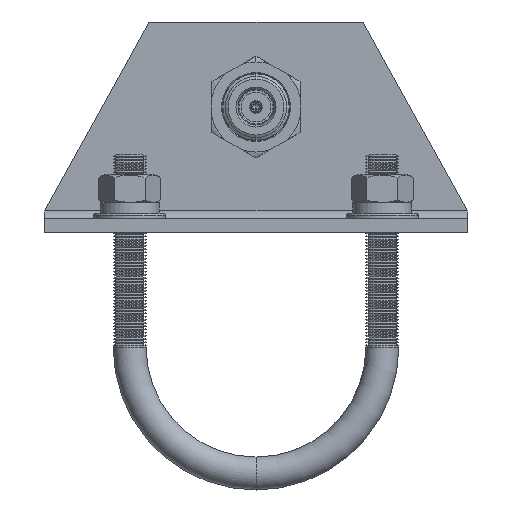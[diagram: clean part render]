
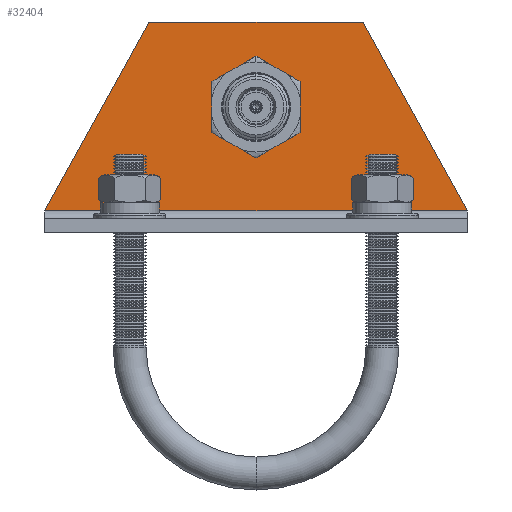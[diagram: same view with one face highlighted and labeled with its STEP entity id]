
A CAD part, front view. The second image highlights one B-rep face of the part: STEP entity #32404.
In plain terms, the highlighted face is planar.
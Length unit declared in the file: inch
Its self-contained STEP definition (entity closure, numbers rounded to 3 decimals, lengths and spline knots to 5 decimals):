
#671 = EDGE_CURVE ( 'NONE', #15706, #15705, #19426, .T. ) ;
#684 = EDGE_CURVE ( 'NONE', #15692, #15698, #19451, .T. ) ;
#686 = EDGE_CURVE ( 'NONE', #15705, #15706, #19455, .T. ) ;
#687 = EDGE_CURVE ( 'NONE', #15694, #15698, #19457, .T. ) ;
#688 = EDGE_CURVE ( 'NONE', #15693, #15694, #19458, .T. ) ;
#689 = EDGE_CURVE ( 'NONE', #15692, #15693, #19453, .T. ) ;
#5951 = PLANE ( 'NONE',  #6567 ) ;
#5959 = CARTESIAN_POINT ( 'NONE',  ( -0.127, 1.975, -1.965 ) ) ;
#5960 = DIRECTION ( 'NONE',  ( 1., 0., 0. ) ) ;
#5961 = DIRECTION ( 'NONE',  ( 0., 0., -1. ) ) ;
#6567 = AXIS2_PLACEMENT_3D ( 'NONE', #5959, #5960, #5961 ) ;
#7625 = FACE_BOUND ( 'NONE', #29185, .T. ) ;
#7629 = FACE_OUTER_BOUND ( 'NONE', #29218, .T. ) ;
#13776 = ORIENTED_EDGE ( 'NONE', *, *, #671, .F. ) ;
#13777 = ORIENTED_EDGE ( 'NONE', *, *, #686, .F. ) ;
#13778 = ORIENTED_EDGE ( 'NONE', *, *, #684, .T. ) ;
#13779 = ORIENTED_EDGE ( 'NONE', *, *, #687, .F. ) ;
#13780 = ORIENTED_EDGE ( 'NONE', *, *, #688, .F. ) ;
#13781 = ORIENTED_EDGE ( 'NONE', *, *, #689, .F. ) ;
#15692 = VERTEX_POINT ( 'NONE', #25278 ) ;
#15693 = VERTEX_POINT ( 'NONE', #25279 ) ;
#15694 = VERTEX_POINT ( 'NONE', #25280 ) ;
#15698 = VERTEX_POINT ( 'NONE', #25284 ) ;
#15705 = VERTEX_POINT ( 'NONE', #25291 ) ;
#15706 = VERTEX_POINT ( 'NONE', #25292 ) ;
#19426 = CIRCLE ( 'NONE', #20152, 0.3225 ) ;
#19451 = LINE ( 'NONE', #21425, #19454 ) ;
#19453 = LINE ( 'NONE', #21430, #19463 ) ;
#19454 = VECTOR ( 'NONE', #21427, 39.37008 ) ;
#19455 = CIRCLE ( 'NONE', #20157, 0.3225 ) ;
#19457 = LINE ( 'NONE', #21426, #19459 ) ;
#19458 = LINE ( 'NONE', #21434, #19461 ) ;
#19459 = VECTOR ( 'NONE', #21423, 39.37008 ) ;
#19461 = VECTOR ( 'NONE', #21436, 39.37008 ) ;
#19463 = VECTOR ( 'NONE', #21437, 39.37008 ) ;
#20152 = AXIS2_PLACEMENT_3D ( 'NONE', #21396, #21397, #21398 ) ;
#20157 = AXIS2_PLACEMENT_3D ( 'NONE', #21431, #21432, #21433 ) ;
#21396 = CARTESIAN_POINT ( 'NONE',  ( -0.127, 0., -1.1705 ) ) ;
#21397 = DIRECTION ( 'NONE',  ( -1., 0., 0. ) ) ;
#21398 = DIRECTION ( 'NONE',  ( 0., 0., -1. ) ) ;
#21423 = DIRECTION ( 'NONE',  ( 0., 0.484, -0.875 ) ) ;
#21425 = CARTESIAN_POINT ( 'NONE',  ( -0.127, 1.975, -1.965 ) ) ;
#21426 = CARTESIAN_POINT ( 'NONE',  ( -0.127, -1., -1.965 ) ) ;
#21427 = DIRECTION ( 'NONE',  ( 0., -1., 0. ) ) ;
#21430 = CARTESIAN_POINT ( 'NONE',  ( -0.127, 1., -1.965 ) ) ;
#21431 = CARTESIAN_POINT ( 'NONE',  ( -0.127, 0., -1.1705 ) ) ;
#21432 = DIRECTION ( 'NONE',  ( -1., 0., 0. ) ) ;
#21433 = DIRECTION ( 'NONE',  ( 0., 0., -1. ) ) ;
#21434 = CARTESIAN_POINT ( 'NONE',  ( -0.127, 1.975, -0.2 ) ) ;
#21436 = DIRECTION ( 'NONE',  ( 0., -1., 0. ) ) ;
#21437 = DIRECTION ( 'NONE',  ( 0., 0.484, 0.875 ) ) ;
#25278 = CARTESIAN_POINT ( 'NONE',  ( -0.127, 1., -1.965 ) ) ;
#25279 = CARTESIAN_POINT ( 'NONE',  ( -0.127, 1.975, -0.2 ) ) ;
#25280 = CARTESIAN_POINT ( 'NONE',  ( -0.127, -1.975, -0.2 ) ) ;
#25284 = CARTESIAN_POINT ( 'NONE',  ( -0.127, -1., -1.965 ) ) ;
#25291 = CARTESIAN_POINT ( 'NONE',  ( -0.127, 0., -0.848 ) ) ;
#25292 = CARTESIAN_POINT ( 'NONE',  ( -0.127, 0., -1.493 ) ) ;
#29185 = EDGE_LOOP ( 'NONE', ( #13776, #13777 ) ) ;
#29218 = EDGE_LOOP ( 'NONE', ( #13778, #13779, #13780, #13781 ) ) ;
#32404 = ADVANCED_FACE ( 'NONE', ( #7625, #7629 ), #5951, .F. ) ;
